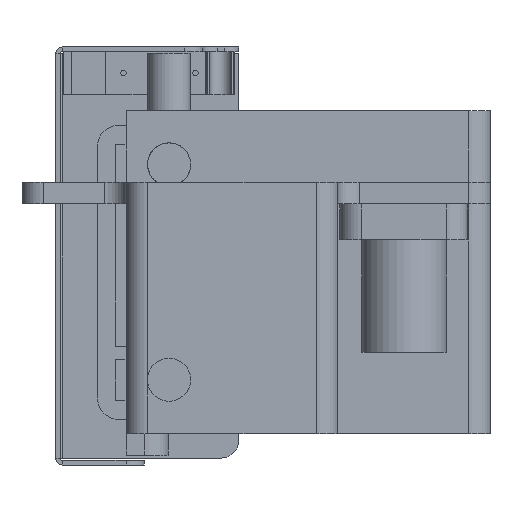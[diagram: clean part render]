
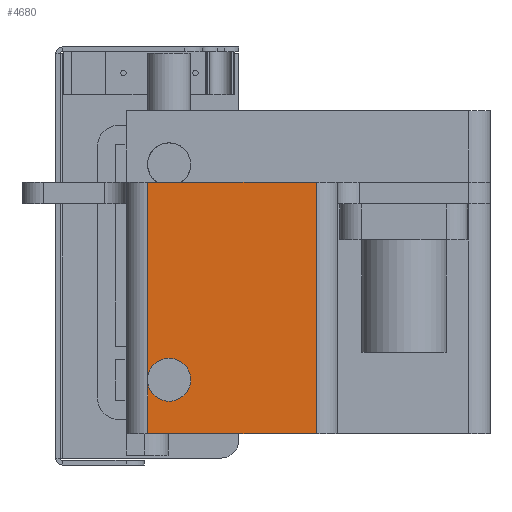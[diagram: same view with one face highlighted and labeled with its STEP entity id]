
A CAD part, left-side view. The second image highlights one B-rep face of the part: STEP entity #4680.
In plain terms, the highlighted planar face has unit normal (-1, 0, 0).
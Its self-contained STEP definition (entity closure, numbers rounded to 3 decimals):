
#427=LINE('',#7609,#850);
#428=LINE('',#7611,#851);
#429=LINE('',#7613,#852);
#430=LINE('',#7615,#853);
#431=LINE('',#7616,#854);
#850=VECTOR('',#6167,10.);
#851=VECTOR('',#6168,10.);
#852=VECTOR('',#6169,10.);
#853=VECTOR('',#6170,10.);
#854=VECTOR('',#6171,10.);
#1295=FACE_OUTER_BOUND('',#1603,.T.);
#1603=EDGE_LOOP('',(#3713,#3714,#3715,#3716,#3717,#3718,#3719));
#1889=CIRCLE('',#5153,3.);
#1890=CIRCLE('',#5154,3.);
#2213=VERTEX_POINT('',#7562);
#2214=VERTEX_POINT('',#7564);
#2231=VERTEX_POINT('',#7608);
#2232=VERTEX_POINT('',#7610);
#2233=VERTEX_POINT('',#7612);
#2234=VERTEX_POINT('',#7614);
#2740=EDGE_CURVE('',#2214,#2213,#1889,.T.);
#2741=EDGE_CURVE('',#2213,#2214,#1890,.T.);
#2763=EDGE_CURVE('',#2231,#2214,#427,.T.);
#2764=EDGE_CURVE('',#2231,#2232,#428,.T.);
#2765=EDGE_CURVE('',#2233,#2232,#429,.T.);
#2766=EDGE_CURVE('',#2234,#2233,#430,.T.);
#2767=EDGE_CURVE('',#2214,#2234,#431,.T.);
#3713=ORIENTED_EDGE('',*,*,#2763,.F.);
#3714=ORIENTED_EDGE('',*,*,#2764,.T.);
#3715=ORIENTED_EDGE('',*,*,#2765,.F.);
#3716=ORIENTED_EDGE('',*,*,#2766,.F.);
#3717=ORIENTED_EDGE('',*,*,#2767,.F.);
#3718=ORIENTED_EDGE('',*,*,#2740,.T.);
#3719=ORIENTED_EDGE('',*,*,#2741,.T.);
#4474=PLANE('',#5164);
#4680=ADVANCED_FACE('',(#1295),#4474,.T.);
#5153=AXIS2_PLACEMENT_3D('',#7565,#6128,#6129);
#5154=AXIS2_PLACEMENT_3D('',#7566,#6130,#6131);
#5164=AXIS2_PLACEMENT_3D('',#7607,#6165,#6166);
#6128=DIRECTION('center_axis',(1.,0.,0.));
#6129=DIRECTION('ref_axis',(0.,1.,0.));
#6130=DIRECTION('center_axis',(1.,0.,0.));
#6131=DIRECTION('ref_axis',(0.,1.,0.));
#6165=DIRECTION('center_axis',(-1.,0.,0.));
#6166=DIRECTION('ref_axis',(0.,-1.,0.));
#6167=DIRECTION('',(0.,0.,1.));
#6168=DIRECTION('',(0.,-1.,0.));
#6169=DIRECTION('',(0.,0.,-1.));
#6170=DIRECTION('',(0.,-1.,0.));
#6171=DIRECTION('',(0.,0.,1.));
#7562=CARTESIAN_POINT('',(-43.6,11.7,7.5));
#7564=CARTESIAN_POINT('',(-43.6,17.7,7.5));
#7565=CARTESIAN_POINT('Origin',(-43.6,14.7,7.5));
#7566=CARTESIAN_POINT('Origin',(-43.6,14.7,7.5));
#7607=CARTESIAN_POINT('Origin',(-43.6,20.7,0.));
#7608=CARTESIAN_POINT('',(-43.6,17.7,0.));
#7609=CARTESIAN_POINT('',(-43.6,17.7,0.));
#7610=CARTESIAN_POINT('',(-43.6,-5.8,0.));
#7611=CARTESIAN_POINT('',(-43.6,20.7,0.));
#7612=CARTESIAN_POINT('',(-43.6,-5.8,35.));
#7613=CARTESIAN_POINT('',(-43.6,-5.8,0.));
#7614=CARTESIAN_POINT('',(-43.6,17.7,35.));
#7615=CARTESIAN_POINT('',(-43.6,20.7,35.));
#7616=CARTESIAN_POINT('',(-43.6,17.7,0.));
